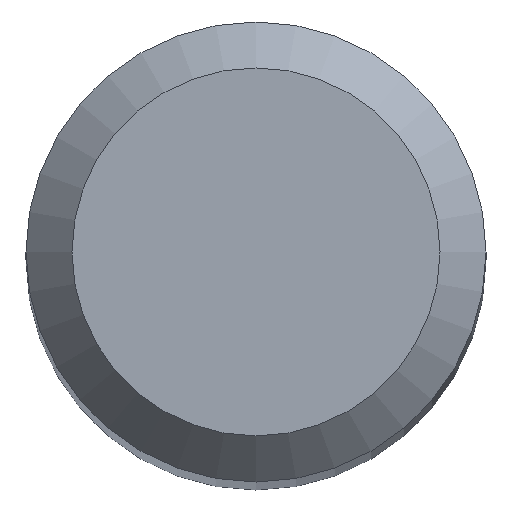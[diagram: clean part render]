
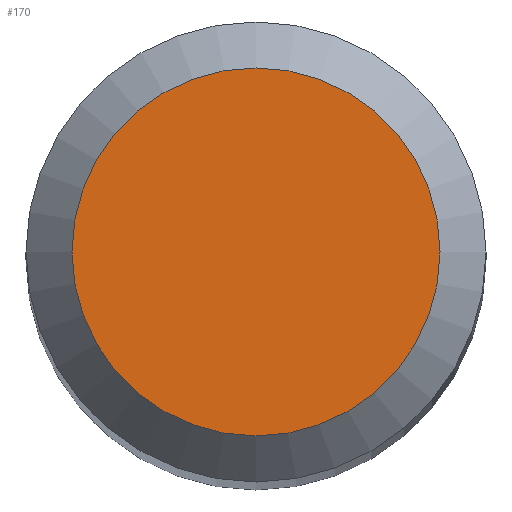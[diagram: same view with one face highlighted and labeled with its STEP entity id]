
A CAD part, top view. The second image highlights one B-rep face of the part: STEP entity #170.
In plain terms, the highlighted planar face has unit normal (0, 0, 1).
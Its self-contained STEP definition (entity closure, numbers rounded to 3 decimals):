
#8 = CARTESIAN_POINT ( 'NONE',  ( 0., 0., 38. ) ) ;
#29 = DIRECTION ( 'NONE',  ( 0., 0., -1. ) ) ;
#46 = EDGE_LOOP ( 'NONE', ( #130 ) ) ;
#57 = AXIS2_PLACEMENT_3D ( 'NONE', #154, #135, #212 ) ;
#91 = PLANE ( 'NONE',  #171 ) ;
#111 = EDGE_CURVE ( 'NONE', #195, #195, #181, .T. ) ;
#130 = ORIENTED_EDGE ( 'NONE', *, *, #111, .F. ) ;
#135 = DIRECTION ( 'NONE',  ( 0., 0., -1. ) ) ;
#138 = FACE_OUTER_BOUND ( 'NONE', #46, .T. ) ;
#154 = CARTESIAN_POINT ( 'NONE',  ( 0., 0., 38. ) ) ;
#170 = ADVANCED_FACE ( 'NONE', ( #138 ), #91, .F. ) ;
#171 = AXIS2_PLACEMENT_3D ( 'NONE', #8, #29, #174 ) ;
#174 = DIRECTION ( 'NONE',  ( 0., 1., 0. ) ) ;
#181 = CIRCLE ( 'NONE', #57, 1.2 ) ;
#192 = CARTESIAN_POINT ( 'NONE',  ( 0., 1.2, 38. ) ) ;
#195 = VERTEX_POINT ( 'NONE', #192 ) ;
#212 = DIRECTION ( 'NONE',  ( 0., 1., 0. ) ) ;
